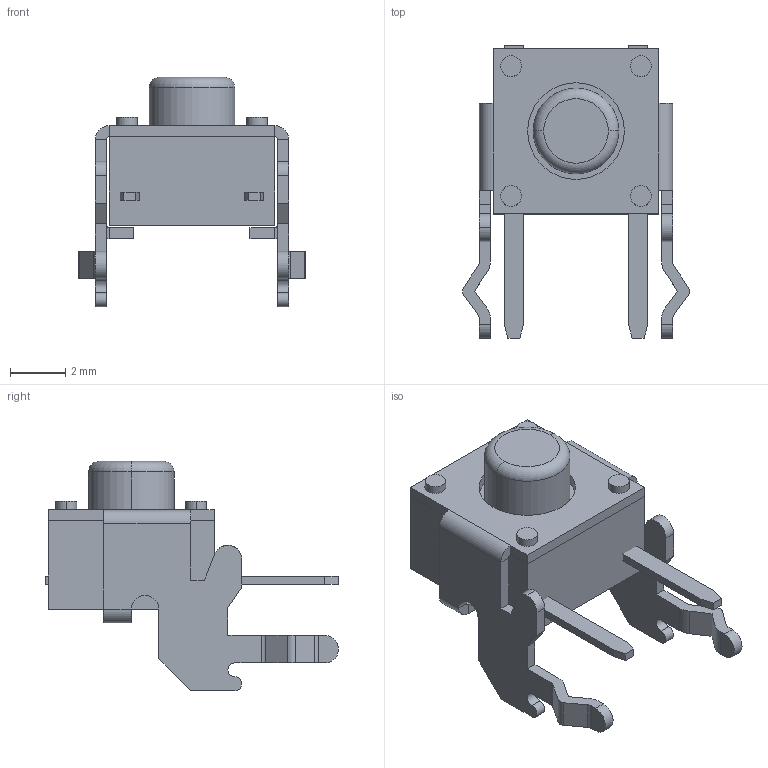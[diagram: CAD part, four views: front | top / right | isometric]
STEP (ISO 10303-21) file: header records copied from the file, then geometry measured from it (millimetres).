
FILE_DESCRIPTION (( 'STEP AP214' ), '1' );
FILE_NAME ('6896BCD7-D355-428C-B06B-DBF3BE01F93C.STEP', '2024-04-27T15:17:10', ( '' ), ( '' ), 'SwSTEP 2.0', 'SolidWorks 2022', '' );
FILE_SCHEMA (( 'AUTOMOTIVE_DESIGN' ));
Length unit declared in the file: millimetre
Products named in the file (1): 6896BCD7-D355-428C-B06B-DBF3BE01F93C
Bounding box: 8.22 x 10.6 x 8.3 mm (x, y, z)
Volume: 167.8 mm3; surface area: 414.2 mm2
Topology: 4 solids, 4 shells, 147 faces, 368 edges, 234 vertices
Faces by surface type: plane 93, cylinder 52, torus 2
Entity records: 4868 total; most frequent: DIRECTION 772, CARTESIAN_POINT 750, ORIENTED_EDGE 736, EDGE_CURVE 368, VECTOR 260, LINE 260, AXIS2_PLACEMENT_3D 256, VERTEX_POINT 234
